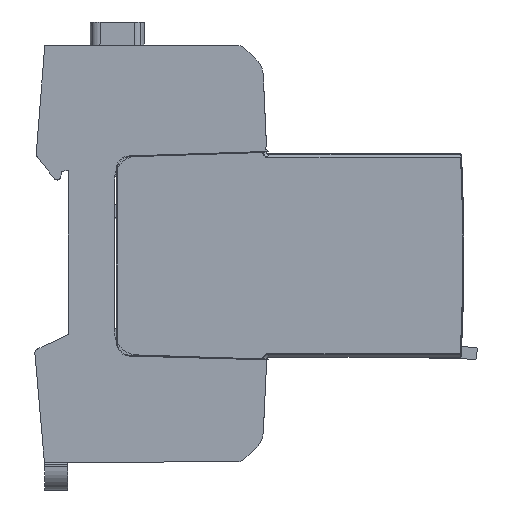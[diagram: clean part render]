
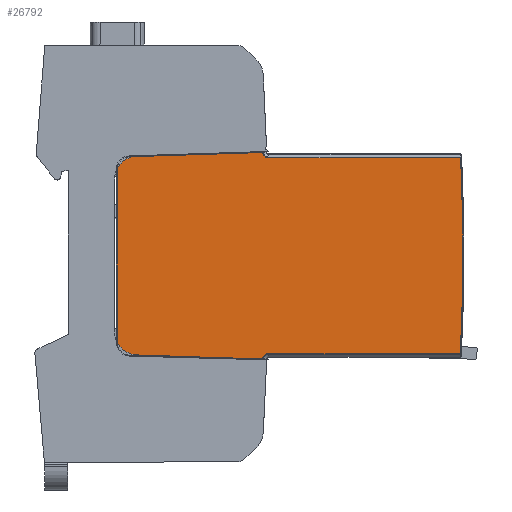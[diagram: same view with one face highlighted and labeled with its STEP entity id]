
A CAD part, left-side view. The second image highlights one B-rep face of the part: STEP entity #26792.
In plain terms, the highlighted face is planar.
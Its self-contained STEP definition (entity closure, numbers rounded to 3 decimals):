
#16281=CARTESIAN_POINT('',(9.,-342.811,0.));
#16282=DIRECTION('',(-1.,0.,0.));
#16283=DIRECTION('',(0.,0.999,0.049));
#16284=AXIS2_PLACEMENT_3D('',#16281,#16282,#16283);
#16289=CARTESIAN_POINT('',(9.,33.,-23.25));
#16290=DIRECTION('',(1.,0.,0.));
#16291=DIRECTION('',(0.,0.,1.));
#16292=AXIS2_PLACEMENT_3D('',#16289,#16290,#16291);
#16297=CARTESIAN_POINT('',(9.,33.,-23.25));
#16298=DIRECTION('',(1.,0.,0.));
#16299=DIRECTION('',(0.,-0.706,0.708));
#16300=AXIS2_PLACEMENT_3D('',#16297,#16298,#16299);
#16305=DIRECTION('',(0.,-1.,0.028));
#16306=VECTOR('',#16305,28.592);
#16307=CARTESIAN_POINT('',(9.,31.503,-23.05));
#16308=LINE('',#16307,#16306);
#16312=CARTESIAN_POINT('',(9.,3.,-19.45));
#16313=DIRECTION('',(-1.,0.,0.));
#16314=DIRECTION('',(0.,-0.028,-1.));
#16315=AXIS2_PLACEMENT_3D('',#16312,#16313,#16314);
#16320=CARTESIAN_POINT('',(9.,3.,17.844));
#16321=DIRECTION('',(-1.,0.,0.));
#16322=DIRECTION('',(0.,-1.,0.));
#16323=AXIS2_PLACEMENT_3D('',#16320,#16321,#16322);
#16328=DIRECTION('',(0.,0.999,0.032));
#16329=VECTOR('',#16328,28.606);
#16330=CARTESIAN_POINT('',(9.,2.911,20.642));
#16331=LINE('',#16330,#16329);
#16335=CARTESIAN_POINT('',(9.,33.,21.75));
#16336=DIRECTION('',(1.,0.,0.));
#16337=DIRECTION('',(0.,-0.989,-0.15));
#16338=AXIS2_PLACEMENT_3D('',#16335,#16336,#16337);
#16382=DIRECTION('',(0.,1.,0.));
#16383=VECTOR('',#16382,41.413);
#16384=CARTESIAN_POINT('',(9.,33.,-21.917));
#16385=LINE('',#16384,#16383);
#16536=DIRECTION('',(0.,1.,0.));
#16537=VECTOR('',#16536,0.179);
#16538=CARTESIAN_POINT('',(9.,31.503,-23.05));
#16539=LINE('',#16538,#16537);
#16688=DIRECTION('',(0.,0.,-1.));
#16689=VECTOR('',#16688,37.294);
#16690=CARTESIAN_POINT('',(9.,0.2,17.844));
#16691=LINE('',#16690,#16689);
#16721=DIRECTION('',(0.,-1.,0.));
#16722=VECTOR('',#16721,41.489);
#16723=CARTESIAN_POINT('',(9.,74.489,20.417));
#16724=LINE('',#16723,#16722);
#16774=DIRECTION('',(0.,-1.,0.));
#16775=VECTOR('',#16774,0.179);
#16776=CARTESIAN_POINT('',(9.,31.682,21.55));
#16777=LINE('',#16776,#16775);
#23345=CARTESIAN_POINT('',(9.,0.2,17.844));
#23346=CARTESIAN_POINT('',(9.,2.911,20.642));
#23347=VERTEX_POINT('',#23345);
#23348=VERTEX_POINT('',#23346);
#23349=CARTESIAN_POINT('',(9.,74.489,20.417));
#23350=CARTESIAN_POINT('',(9.,74.413,-21.917));
#23351=VERTEX_POINT('',#23349);
#23352=VERTEX_POINT('',#23350);
#23353=CARTESIAN_POINT('',(9.,33.,-21.917));
#23354=VERTEX_POINT('',#23353);
#23355=CARTESIAN_POINT('',(9.,32.058,-22.307));
#23356=VERTEX_POINT('',#23355);
#23357=CARTESIAN_POINT('',(9.,31.682,-23.05));
#23358=VERTEX_POINT('',#23357);
#23359=CARTESIAN_POINT('',(9.,31.503,-23.05));
#23360=VERTEX_POINT('',#23359);
#23361=CARTESIAN_POINT('',(9.,2.922,-22.249));
#23362=VERTEX_POINT('',#23361);
#23363=CARTESIAN_POINT('',(9.,0.2,-19.45));
#23364=VERTEX_POINT('',#23363);
#23365=CARTESIAN_POINT('',(9.,31.503,21.55));
#23366=VERTEX_POINT('',#23365);
#23367=CARTESIAN_POINT('',(9.,31.682,21.55));
#23368=VERTEX_POINT('',#23367);
#23369=CARTESIAN_POINT('',(9.,33.,20.417));
#23370=VERTEX_POINT('',#23369);
#26760=CARTESIAN_POINT('',(9.,0.,20.75));
#26761=DIRECTION('',(1.,0.,0.));
#26762=DIRECTION('',(0.,0.,-1.));
#26763=AXIS2_PLACEMENT_3D('',#26760,#26761,#26762);
#26764=PLANE('',#26763);
#26766=ORIENTED_EDGE('',*,*,#26765,.T.);
#26768=ORIENTED_EDGE('',*,*,#26767,.F.);
#26770=ORIENTED_EDGE('',*,*,#26769,.T.);
#26772=ORIENTED_EDGE('',*,*,#26771,.T.);
#26774=ORIENTED_EDGE('',*,*,#26773,.F.);
#26776=ORIENTED_EDGE('',*,*,#26775,.T.);
#26778=ORIENTED_EDGE('',*,*,#26777,.T.);
#26780=ORIENTED_EDGE('',*,*,#26779,.F.);
#26781=ORIENTED_EDGE('',*,*,#26750,.T.);
#26783=ORIENTED_EDGE('',*,*,#26782,.T.);
#26785=ORIENTED_EDGE('',*,*,#26784,.F.);
#26787=ORIENTED_EDGE('',*,*,#26786,.T.);
#26789=ORIENTED_EDGE('',*,*,#26788,.F.);
#26790=EDGE_LOOP('',(#26766,#26768,#26770,#26772,#26774,#26776,#26778,#26780,
#26781,#26783,#26785,#26787,#26789));
#26791=FACE_OUTER_BOUND('',#26790,.F.);
#16285=CIRCLE('',#16284,417.8);
#16293=CIRCLE('',#16292,1.333);
#16301=CIRCLE('',#16300,1.333);
#16316=CIRCLE('',#16315,2.8);
#16324=CIRCLE('',#16323,2.8);
#16339=CIRCLE('',#16338,1.333);
#26750=EDGE_CURVE('',#23347,#23348,#16324,.T.);
#26765=EDGE_CURVE('',#23351,#23352,#16285,.T.);
#26767=EDGE_CURVE('',#23354,#23352,#16385,.T.);
#26769=EDGE_CURVE('',#23354,#23356,#16293,.T.);
#26771=EDGE_CURVE('',#23356,#23358,#16301,.T.);
#26773=EDGE_CURVE('',#23360,#23358,#16539,.T.);
#26775=EDGE_CURVE('',#23360,#23362,#16308,.T.);
#26777=EDGE_CURVE('',#23362,#23364,#16316,.T.);
#26779=EDGE_CURVE('',#23347,#23364,#16691,.T.);
#26782=EDGE_CURVE('',#23348,#23366,#16331,.T.);
#26784=EDGE_CURVE('',#23368,#23366,#16777,.T.);
#26786=EDGE_CURVE('',#23368,#23370,#16339,.T.);
#26788=EDGE_CURVE('',#23351,#23370,#16724,.T.);
#26792=ADVANCED_FACE('',(#26791),#26764,.T.);
